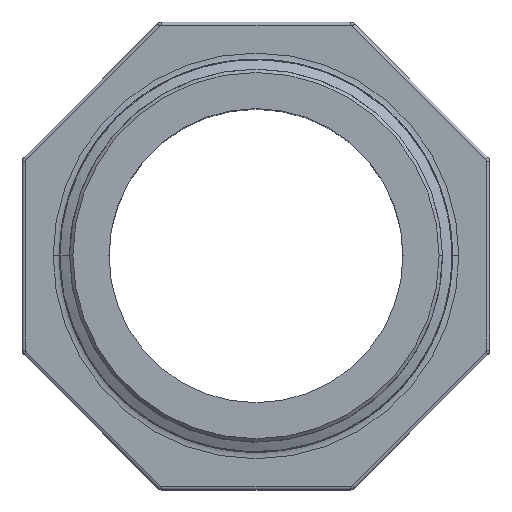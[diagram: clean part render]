
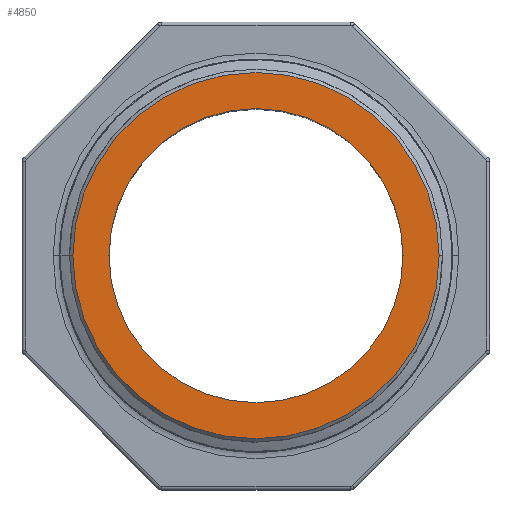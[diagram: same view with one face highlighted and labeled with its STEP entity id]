
A CAD part, top view. The second image highlights one B-rep face of the part: STEP entity #4850.
In plain terms, the highlighted planar face has unit normal (0, 0, 1).
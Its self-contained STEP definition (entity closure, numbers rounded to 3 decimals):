
#973 = VERTEX_POINT ( 'NONE', #4531 ) ;
#1367 = AXIS2_PLACEMENT_3D ( 'NONE', #6133, #13580, #7023 ) ;
#1450 = DIRECTION ( 'NONE',  ( 0., 0., 1. ) ) ;
#3129 = EDGE_CURVE ( 'NONE', #973, #11490, #3944, .T. ) ;
#3160 = CARTESIAN_POINT ( 'NONE',  ( 0., 0., 61. ) ) ;
#3383 = EDGE_CURVE ( 'NONE', #8628, #4913, #11670, .T. ) ;
#3426 = ORIENTED_EDGE ( 'NONE', *, *, #3383, .F. ) ;
#3944 = CIRCLE ( 'NONE', #5605, 27.4 ) ;
#4426 = ORIENTED_EDGE ( 'NONE', *, *, #6255, .T. ) ;
#4531 = CARTESIAN_POINT ( 'NONE',  ( 27.4, 0., 61. ) ) ;
#4555 = DIRECTION ( 'NONE',  ( 1., 0., 0. ) ) ;
#4604 = CARTESIAN_POINT ( 'NONE',  ( 0., 0., 61. ) ) ;
#4627 = CIRCLE ( 'NONE', #7589, 27.4 ) ;
#4758 = CIRCLE ( 'NONE', #1367, 22. ) ;
#4850 = ADVANCED_FACE ( 'NONE', ( #6756, #13514 ), #13766, .T. ) ;
#4913 = VERTEX_POINT ( 'NONE', #6363 ) ;
#4927 = DIRECTION ( 'NONE',  ( 1., 0., 0. ) ) ;
#5357 = AXIS2_PLACEMENT_3D ( 'NONE', #8036, #11392, #4927 ) ;
#5605 = AXIS2_PLACEMENT_3D ( 'NONE', #12162, #1450, #9926 ) ;
#6133 = CARTESIAN_POINT ( 'NONE',  ( 0., 0., 61. ) ) ;
#6255 = EDGE_CURVE ( 'NONE', #11490, #973, #4627, .T. ) ;
#6363 = CARTESIAN_POINT ( 'NONE',  ( -22., 0., 61. ) ) ;
#6505 = AXIS2_PLACEMENT_3D ( 'NONE', #3160, #8481, #11735 ) ;
#6756 = FACE_OUTER_BOUND ( 'NONE', #12352, .T. ) ;
#6868 = CARTESIAN_POINT ( 'NONE',  ( 22., 0., 61. ) ) ;
#6895 = EDGE_LOOP ( 'NONE', ( #10322, #3426 ) ) ;
#7023 = DIRECTION ( 'NONE',  ( 1., 0., 0. ) ) ;
#7589 = AXIS2_PLACEMENT_3D ( 'NONE', #4604, #9797, #4555 ) ;
#8036 = CARTESIAN_POINT ( 'NONE',  ( 0., 0., 61. ) ) ;
#8481 = DIRECTION ( 'NONE',  ( 0., 0., 1. ) ) ;
#8628 = VERTEX_POINT ( 'NONE', #6868 ) ;
#9594 = CARTESIAN_POINT ( 'NONE',  ( -27.4, 0., 61. ) ) ;
#9797 = DIRECTION ( 'NONE',  ( 0., 0., 1. ) ) ;
#9926 = DIRECTION ( 'NONE',  ( 1., 0., 0. ) ) ;
#10322 = ORIENTED_EDGE ( 'NONE', *, *, #11789, .F. ) ;
#11392 = DIRECTION ( 'NONE',  ( 0., 0., 1. ) ) ;
#11490 = VERTEX_POINT ( 'NONE', #9594 ) ;
#11670 = CIRCLE ( 'NONE', #5357, 22. ) ;
#11735 = DIRECTION ( 'NONE',  ( 1., 0., 0. ) ) ;
#11789 = EDGE_CURVE ( 'NONE', #4913, #8628, #4758, .T. ) ;
#12014 = ORIENTED_EDGE ( 'NONE', *, *, #3129, .T. ) ;
#12162 = CARTESIAN_POINT ( 'NONE',  ( 0., 0., 61. ) ) ;
#12352 = EDGE_LOOP ( 'NONE', ( #4426, #12014 ) ) ;
#13514 = FACE_BOUND ( 'NONE', #6895, .T. ) ;
#13580 = DIRECTION ( 'NONE',  ( 0., 0., 1. ) ) ;
#13766 = PLANE ( 'NONE',  #6505 ) ;
